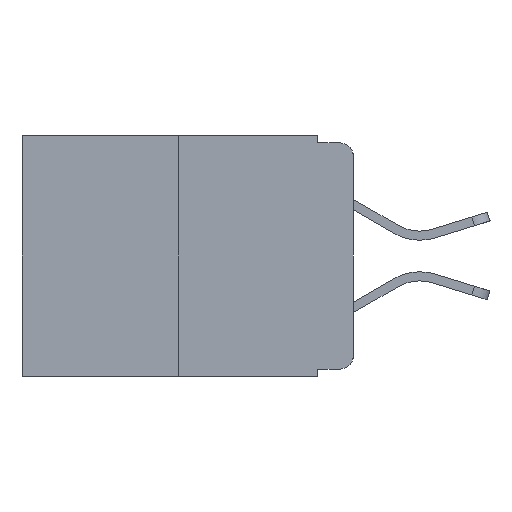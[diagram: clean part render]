
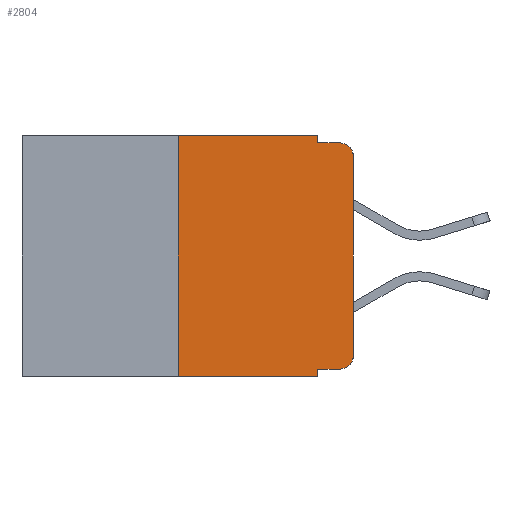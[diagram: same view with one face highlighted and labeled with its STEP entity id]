
A CAD part, left-side view. The second image highlights one B-rep face of the part: STEP entity #2804.
In plain terms, the highlighted planar face has unit normal (-1, 0, 0).
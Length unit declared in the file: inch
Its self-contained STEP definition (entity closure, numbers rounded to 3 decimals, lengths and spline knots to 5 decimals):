
#449 = DIRECTION ( 'NONE',  ( 0., 0., -1. ) ) ;
#697 = CARTESIAN_POINT ( 'NONE',  ( 0., 0.25, 0. ) ) ;
#1513 = CARTESIAN_POINT ( 'NONE',  ( 0., 0.051, -0.01 ) ) ;
#1768 = ORIENTED_EDGE ( 'NONE', *, *, #8095, .T. ) ;
#1896 = EDGE_CURVE ( 'NONE', #9658, #6651, #14862, .T. ) ;
#1969 = ORIENTED_EDGE ( 'NONE', *, *, #13381, .T. ) ;
#2108 = EDGE_CURVE ( 'NONE', #10688, #10759, #5015, .T. ) ;
#2209 = EDGE_CURVE ( 'NONE', #6991, #9866, #6902, .T. ) ;
#2269 = ORIENTED_EDGE ( 'NONE', *, *, #2108, .T. ) ;
#2330 = CARTESIAN_POINT ( 'NONE',  ( 0., 0.02, -0.01 ) ) ;
#2487 = EDGE_CURVE ( 'NONE', #13736, #6651, #2705, .T. ) ;
#2595 = CARTESIAN_POINT ( 'NONE',  ( 0., 0.473, 0. ) ) ;
#2597 = LINE ( 'NONE', #17132, #16157 ) ;
#2705 = CIRCLE ( 'NONE', #3532, 0.02 ) ;
#2726 = PLANE ( 'NONE',  #6793 ) ;
#2804 = ADVANCED_FACE ( 'NONE', ( #16042 ), #2726, .F. ) ;
#3393 = CARTESIAN_POINT ( 'NONE',  ( 0., 0.473, 0. ) ) ;
#3532 = AXIS2_PLACEMENT_3D ( 'NONE', #7610, #10051, #3960 ) ;
#3640 = LINE ( 'NONE', #8516, #13320 ) ;
#3776 = VECTOR ( 'NONE', #11506, 39.37008 ) ;
#3960 = DIRECTION ( 'NONE',  ( 0., 0., -1. ) ) ;
#3965 = DIRECTION ( 'NONE',  ( 0., 0., -1. ) ) ;
#3998 = VECTOR ( 'NONE', #15024, 39.37008 ) ;
#4674 = CARTESIAN_POINT ( 'NONE',  ( 0., 0.02, -0.333 ) ) ;
#4865 = DIRECTION ( 'NONE',  ( 0., 0., 1. ) ) ;
#5015 = LINE ( 'NONE', #9720, #11594 ) ;
#5118 = ORIENTED_EDGE ( 'NONE', *, *, #14566, .F. ) ;
#5310 = AXIS2_PLACEMENT_3D ( 'NONE', #6760, #15874, #8104 ) ;
#5686 = DIRECTION ( 'NONE',  ( 0., 0., -1. ) ) ;
#6165 = VECTOR ( 'NONE', #4865, 39.37008 ) ;
#6420 = CARTESIAN_POINT ( 'NONE',  ( 0., 0.25, -0.343 ) ) ;
#6450 = ORIENTED_EDGE ( 'NONE', *, *, #2209, .F. ) ;
#6543 = CARTESIAN_POINT ( 'NONE',  ( 0., 0.051, -0.333 ) ) ;
#6651 = VERTEX_POINT ( 'NONE', #2330 ) ;
#6760 = CARTESIAN_POINT ( 'NONE',  ( 0., 0.02, -0.313 ) ) ;
#6793 = AXIS2_PLACEMENT_3D ( 'NONE', #2595, #11831, #3965 ) ;
#6902 = LINE ( 'NONE', #3393, #3776 ) ;
#6991 = VERTEX_POINT ( 'NONE', #7073 ) ;
#7073 = CARTESIAN_POINT ( 'NONE',  ( 0., 0.25, 0. ) ) ;
#7119 = VERTEX_POINT ( 'NONE', #4674 ) ;
#7462 = ORIENTED_EDGE ( 'NONE', *, *, #2487, .T. ) ;
#7610 = CARTESIAN_POINT ( 'NONE',  ( 0., 0.02, -0.03 ) ) ;
#8095 = EDGE_CURVE ( 'NONE', #7119, #11662, #9503, .T. ) ;
#8104 = DIRECTION ( 'NONE',  ( 0., 0., -1. ) ) ;
#8212 = LINE ( 'NONE', #16090, #11229 ) ;
#8330 = EDGE_CURVE ( 'NONE', #11662, #13736, #9293, .T. ) ;
#8516 = CARTESIAN_POINT ( 'NONE',  ( 0., 0.051, 0. ) ) ;
#9147 = VERTEX_POINT ( 'NONE', #6543 ) ;
#9210 = ORIENTED_EDGE ( 'NONE', *, *, #13981, .F. ) ;
#9293 = LINE ( 'NONE', #14050, #6165 ) ;
#9503 = CIRCLE ( 'NONE', #5310, 0.02 ) ;
#9658 = VERTEX_POINT ( 'NONE', #1513 ) ;
#9720 = CARTESIAN_POINT ( 'NONE',  ( 0., 0.473, -0.343 ) ) ;
#9866 = VERTEX_POINT ( 'NONE', #9977 ) ;
#9977 = CARTESIAN_POINT ( 'NONE',  ( 0., 0.051, 0. ) ) ;
#10051 = DIRECTION ( 'NONE',  ( -1., 0., 0. ) ) ;
#10261 = ORIENTED_EDGE ( 'NONE', *, *, #1896, .F. ) ;
#10688 = VERTEX_POINT ( 'NONE', #6420 ) ;
#10759 = VERTEX_POINT ( 'NONE', #13074 ) ;
#10952 = EDGE_LOOP ( 'NONE', ( #11432, #7462, #10261, #9210, #6450, #11994, #2269, #5118, #1969, #1768 ) ) ;
#11229 = VECTOR ( 'NONE', #5686, 39.37008 ) ;
#11342 = DIRECTION ( 'NONE',  ( 0., 0., 1. ) ) ;
#11432 = ORIENTED_EDGE ( 'NONE', *, *, #8330, .T. ) ;
#11506 = DIRECTION ( 'NONE',  ( 0., -1., 0. ) ) ;
#11594 = VECTOR ( 'NONE', #15932, 39.37008 ) ;
#11662 = VERTEX_POINT ( 'NONE', #15367 ) ;
#11828 = LINE ( 'NONE', #697, #14883 ) ;
#11831 = DIRECTION ( 'NONE',  ( 1., 0., 0. ) ) ;
#11994 = ORIENTED_EDGE ( 'NONE', *, *, #15827, .F. ) ;
#13074 = CARTESIAN_POINT ( 'NONE',  ( 0., 0.051, -0.343 ) ) ;
#13320 = VECTOR ( 'NONE', #449, 39.37008 ) ;
#13381 = EDGE_CURVE ( 'NONE', #9147, #7119, #2597, .T. ) ;
#13736 = VERTEX_POINT ( 'NONE', #14493 ) ;
#13981 = EDGE_CURVE ( 'NONE', #9866, #9658, #3640, .T. ) ;
#14050 = CARTESIAN_POINT ( 'NONE',  ( 0., 0., 0. ) ) ;
#14493 = CARTESIAN_POINT ( 'NONE',  ( 0., 0., -0.03 ) ) ;
#14566 = EDGE_CURVE ( 'NONE', #9147, #10759, #8212, .T. ) ;
#14862 = LINE ( 'NONE', #15580, #3998 ) ;
#14883 = VECTOR ( 'NONE', #11342, 39.37008 ) ;
#15024 = DIRECTION ( 'NONE',  ( 0., -1., 0. ) ) ;
#15367 = CARTESIAN_POINT ( 'NONE',  ( 0., 0., -0.313 ) ) ;
#15580 = CARTESIAN_POINT ( 'NONE',  ( 0., 0.051, -0.01 ) ) ;
#15827 = EDGE_CURVE ( 'NONE', #10688, #6991, #11828, .T. ) ;
#15874 = DIRECTION ( 'NONE',  ( -1., 0., 0. ) ) ;
#15932 = DIRECTION ( 'NONE',  ( 0., -1., 0. ) ) ;
#16042 = FACE_OUTER_BOUND ( 'NONE', #10952, .T. ) ;
#16090 = CARTESIAN_POINT ( 'NONE',  ( 0., 0.051, 0. ) ) ;
#16157 = VECTOR ( 'NONE', #16184, 39.37008 ) ;
#16184 = DIRECTION ( 'NONE',  ( 0., -1., 0. ) ) ;
#17132 = CARTESIAN_POINT ( 'NONE',  ( 0., 0.051, -0.333 ) ) ;
